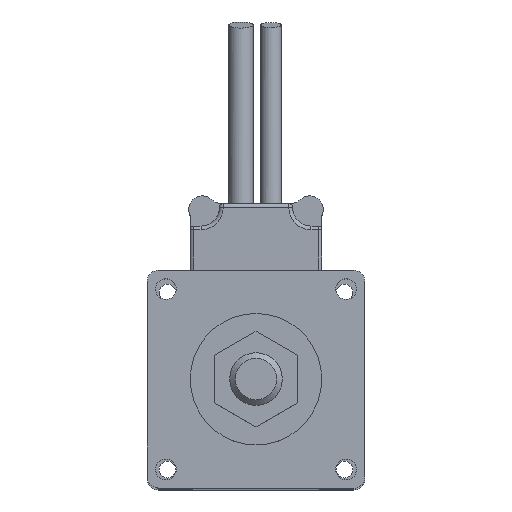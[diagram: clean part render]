
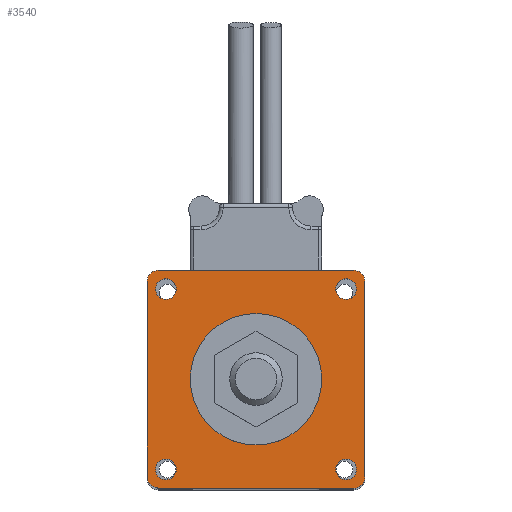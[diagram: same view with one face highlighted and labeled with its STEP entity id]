
A CAD part, top view. The second image highlights one B-rep face of the part: STEP entity #3540.
In plain terms, the highlighted planar face has unit normal (0, 0, 1).
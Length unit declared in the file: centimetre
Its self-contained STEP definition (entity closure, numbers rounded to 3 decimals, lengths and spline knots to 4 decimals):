
#1072=VERTEX_POINT('',#10393);
#1109=VERTEX_POINT('',#10466);
#1110=VERTEX_POINT('',#10469);
#1111=VERTEX_POINT('',#10472);
#1112=VERTEX_POINT('',#10475);
#1113=VERTEX_POINT('',#10478);
#1114=VERTEX_POINT('',#10479);
#1115=VERTEX_POINT('',#10484);
#1116=VERTEX_POINT('',#10485);
#1117=VERTEX_POINT('',#10490);
#1118=VERTEX_POINT('',#10491);
#1119=VERTEX_POINT('',#10496);
#1120=VERTEX_POINT('',#10497);
#1431=EDGE_CURVE('',#1072,#1072,#4313,.T.);
#1468=EDGE_CURVE('',#1109,#1109,#4334,.T.);
#1469=EDGE_CURVE('',#1110,#1110,#4335,.T.);
#1470=EDGE_CURVE('',#1111,#1111,#4336,.T.);
#1471=EDGE_CURVE('',#1112,#1112,#4337,.T.);
#1472=EDGE_CURVE('',#1113,#1114,#4338,.T.);
#1475=EDGE_CURVE('',#1115,#1116,#4339,.T.);
#1478=EDGE_CURVE('',#1117,#1118,#4340,.T.);
#1481=EDGE_CURVE('',#1119,#1120,#4341,.T.);
#1484=EDGE_CURVE('',#1120,#1113,#4845,.T.);
#1485=EDGE_CURVE('',#1118,#1119,#4846,.T.);
#1486=EDGE_CURVE('',#1116,#1117,#4847,.T.);
#1487=EDGE_CURVE('',#1114,#1115,#4848,.T.);
#2053=ORIENTED_EDGE('',*,*,#1431,.T.);
#2054=ORIENTED_EDGE('',*,*,#1472,.F.);
#2055=ORIENTED_EDGE('',*,*,#1484,.F.);
#2056=ORIENTED_EDGE('',*,*,#1481,.F.);
#2057=ORIENTED_EDGE('',*,*,#1485,.F.);
#2058=ORIENTED_EDGE('',*,*,#1478,.F.);
#2059=ORIENTED_EDGE('',*,*,#1486,.F.);
#2060=ORIENTED_EDGE('',*,*,#1475,.F.);
#2061=ORIENTED_EDGE('',*,*,#1487,.F.);
#2062=ORIENTED_EDGE('',*,*,#1471,.F.);
#2063=ORIENTED_EDGE('',*,*,#1470,.F.);
#2064=ORIENTED_EDGE('',*,*,#1469,.F.);
#2065=ORIENTED_EDGE('',*,*,#1468,.F.);
#3015=EDGE_LOOP('',(#2053));
#3016=EDGE_LOOP('',(#2054,#2055,#2056,#2057,#2058,#2059,#2060,#2061));
#3017=EDGE_LOOP('',(#2062));
#3018=EDGE_LOOP('',(#2063));
#3019=EDGE_LOOP('',(#2064));
#3020=EDGE_LOOP('',(#2065));
#3286=FACE_BOUND('',#3015,.T.);
#3287=FACE_BOUND('',#3016,.T.);
#3288=FACE_BOUND('',#3017,.T.);
#3289=FACE_BOUND('',#3018,.T.);
#3290=FACE_BOUND('',#3019,.T.);
#3291=FACE_BOUND('',#3020,.T.);
#3540=ADVANCED_FACE('',(#3286,#3287,#3288,#3289,#3290,#3291),#9646,.T.);
#4313=CIRCLE('',#8688,1.75);
#4334=CIRCLE('',#8712,0.275);
#4335=CIRCLE('',#8714,0.275);
#4336=CIRCLE('',#8716,0.275);
#4337=CIRCLE('',#8718,0.275);
#4338=CIRCLE('',#8720,0.3);
#4339=CIRCLE('',#8722,0.3);
#4340=CIRCLE('',#8724,0.3);
#4341=CIRCLE('',#8726,0.3221);
#4845=LINE('',#10501,#9229);
#4846=LINE('',#10502,#9230);
#4847=LINE('',#10503,#9231);
#4848=LINE('',#10504,#9232);
#8688=AXIS2_PLACEMENT_3D('',#10392,#12233,#12234);
#8712=AXIS2_PLACEMENT_3D('',#10465,#12291,#12292);
#8714=AXIS2_PLACEMENT_3D('',#10468,#12295,#12296);
#8716=AXIS2_PLACEMENT_3D('',#10471,#12299,#12300);
#8718=AXIS2_PLACEMENT_3D('',#10474,#12303,#12304);
#8720=AXIS2_PLACEMENT_3D('',#10477,#12307,#12308);
#8722=AXIS2_PLACEMENT_3D('',#10483,#12313,#12314);
#8724=AXIS2_PLACEMENT_3D('',#10489,#12319,#12320);
#8726=AXIS2_PLACEMENT_3D('',#10495,#12325,#12326);
#8727=AXIS2_PLACEMENT_3D('',#10500,#12329,$);
#9229=VECTOR('',#12330,1.);
#9230=VECTOR('',#12331,1.);
#9231=VECTOR('',#12332,1.);
#9232=VECTOR('',#12333,1.);
#9646=PLANE('',#8727);
#10392=CARTESIAN_POINT('',(0.,0.,
27.85));
#10393=CARTESIAN_POINT('',(1.75,0.,27.85));
#10465=CARTESIAN_POINT('',(2.4,-2.4,27.85));
#10466=CARTESIAN_POINT('',(2.675,-2.4,27.85));
#10468=CARTESIAN_POINT('',(2.4,2.4,27.85));
#10469=CARTESIAN_POINT('',(2.675,2.4,27.85));
#10471=CARTESIAN_POINT('',(-2.4,2.4,27.85));
#10472=CARTESIAN_POINT('',(-2.125,2.4,27.85));
#10474=CARTESIAN_POINT('',(-2.4,-2.4,27.85));
#10475=CARTESIAN_POINT('',(-2.125,-2.4,27.85));
#10477=CARTESIAN_POINT('',(-2.6,2.6,27.85));
#10478=CARTESIAN_POINT('',(-2.9,2.6,27.85));
#10479=CARTESIAN_POINT('',(-2.6,2.9,27.85));
#10483=CARTESIAN_POINT('',(2.6,2.6,27.85));
#10484=CARTESIAN_POINT('',(2.6,2.9,27.85));
#10485=CARTESIAN_POINT('',(2.9,2.6,27.85));
#10489=CARTESIAN_POINT('',(2.6,-2.6,27.85));
#10490=CARTESIAN_POINT('',(2.9,-2.6,27.85));
#10491=CARTESIAN_POINT('',(2.6,-2.9,27.85));
#10495=CARTESIAN_POINT('',(-2.5779,-2.5779,27.85));
#10496=CARTESIAN_POINT('',(-2.5779,-2.9,27.85));
#10497=CARTESIAN_POINT('',(-2.9,-2.5779,27.85));
#10500=CARTESIAN_POINT('',(0.0013,0.0013,27.85));
#10501=CARTESIAN_POINT('',(-2.9,2.6,27.85));
#10502=CARTESIAN_POINT('',(-2.5779,-2.9,27.85));
#10503=CARTESIAN_POINT('',(2.9,-2.6,27.85));
#10504=CARTESIAN_POINT('',(2.6,2.9,27.85));
#12233=DIRECTION('',(0.,0.,-1.));
#12234=DIRECTION('',(1.75,0.,0.));
#12291=DIRECTION('',(0.,0.,1.));
#12292=DIRECTION('',(0.275,0.,0.));
#12295=DIRECTION('',(0.,0.,1.));
#12296=DIRECTION('',(0.275,0.,0.));
#12299=DIRECTION('',(0.,0.,1.));
#12300=DIRECTION('',(0.275,0.,0.));
#12303=DIRECTION('',(0.,0.,1.));
#12304=DIRECTION('',(0.275,0.,0.));
#12307=DIRECTION('',(0.,0.,-1.));
#12308=DIRECTION('',(0.3,0.,0.));
#12313=DIRECTION('',(0.,0.,-1.));
#12314=DIRECTION('',(0.3,0.,0.));
#12319=DIRECTION('',(0.,0.,-1.));
#12320=DIRECTION('',(0.3,0.,0.));
#12325=DIRECTION('',(0.,0.,-1.));
#12326=DIRECTION('',(0.322,0.,0.));
#12329=DIRECTION('',(0.,0.,1.));
#12330=DIRECTION('',(0.,1.,0.));
#12331=DIRECTION('',(-1.,0.,0.));
#12332=DIRECTION('',(0.,-1.,0.));
#12333=DIRECTION('',(1.,0.,0.));
